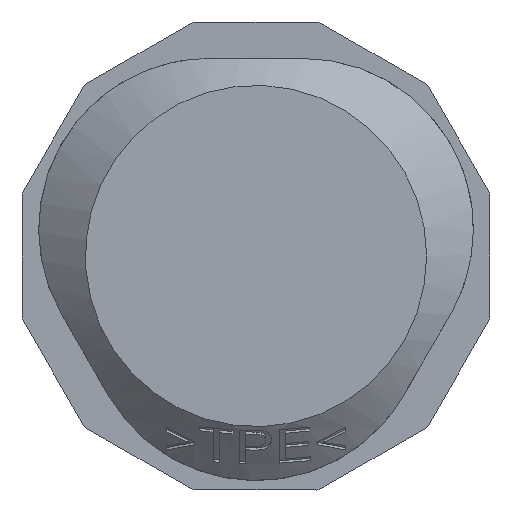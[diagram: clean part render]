
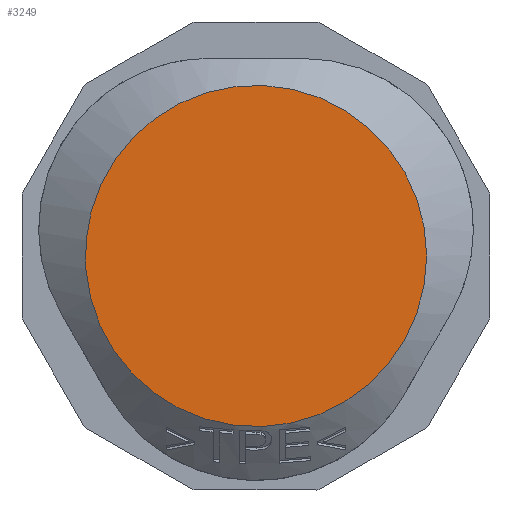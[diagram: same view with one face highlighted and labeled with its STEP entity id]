
A CAD part, front view. The second image highlights one B-rep face of the part: STEP entity #3249.
In plain terms, the highlighted planar face has unit normal (0, -1, 0).
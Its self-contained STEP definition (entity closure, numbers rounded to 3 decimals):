
#2736=CIRCLE('',#12341,9.5);
#2869=PLANE('',#12342);
#3249=ADVANCED_FACE('KES-E-R 20/4-A',(#3759),#2869,.F.);
#3759=FACE_OUTER_BOUND('',#4243,.T.);
#4243=EDGE_LOOP('',(#5360));
#5360=ORIENTED_EDGE('',*,*,#8757,.F.);
#7827=VERTEX_POINT('',#18828);
#8757=EDGE_CURVE('GENERATED CIRCLE',#7827,#7827,#2736,.T.);
#12341=AXIS2_PLACEMENT_3D('',#18827,#12991,#12992);
#12342=AXIS2_PLACEMENT_3D('',#18829,#12993,#12994);
#12991=DIRECTION('',(0.,1.,0.));
#12992=DIRECTION('',(1.,0.,0.));
#12993=DIRECTION('',(0.,1.,0.));
#12994=DIRECTION('',(0.,0.,-1.));
#18827=CARTESIAN_POINT('',(0.,0.,0.));
#18828=CARTESIAN_POINT('',(9.5,0.,0.));
#18829=CARTESIAN_POINT('',(0.,0.,0.));
